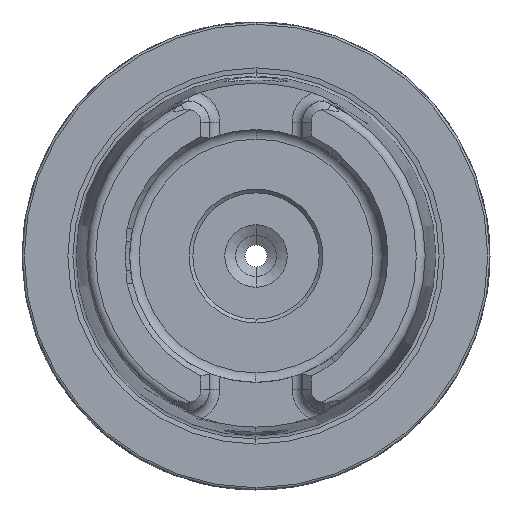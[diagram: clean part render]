
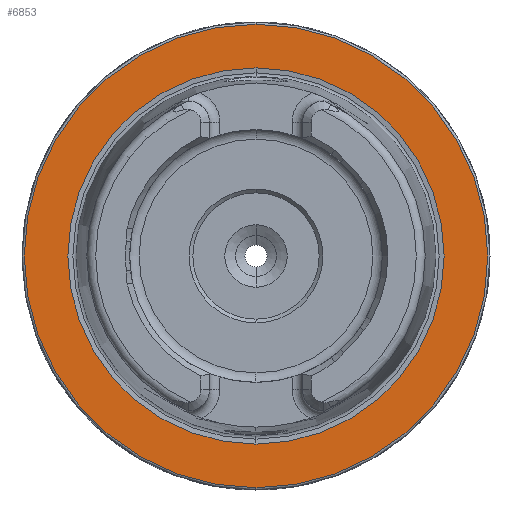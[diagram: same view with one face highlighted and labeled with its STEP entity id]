
A CAD part, left-side view. The second image highlights one B-rep face of the part: STEP entity #6853.
In plain terms, the highlighted planar face has unit normal (-1, 0, 0).
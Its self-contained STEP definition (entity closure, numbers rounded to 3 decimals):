
#190 = VERTEX_POINT ( 'NONE', #5673 ) ;
#191 = VERTEX_POINT ( 'NONE', #5674 ) ;
#193 = VERTEX_POINT ( 'NONE', #5676 ) ;
#198 = VERTEX_POINT ( 'NONE', #5681 ) ;
#311 = EDGE_CURVE ( 'NONE', #190, #191, #2595, .T. ) ;
#312 = EDGE_CURVE ( 'NONE', #193, #198, #2596, .T. ) ;
#452 = FACE_BOUND ( 'NONE', #2467, .T. ) ;
#455 = FACE_OUTER_BOUND ( 'NONE', #659, .T. ) ;
#659 = EDGE_LOOP ( 'NONE', ( #1929, #1928 ) ) ;
#1348 = CIRCLE ( 'NONE', #2750, 25.324 ) ;
#1358 = CIRCLE ( 'NONE', #2747, 31.2 ) ;
#1424 = AXIS2_PLACEMENT_3D ( 'NONE', #3078, #3087, #3088 ) ;
#1928 = ORIENTED_EDGE ( 'NONE', *, *, #311, .T. ) ;
#1929 = ORIENTED_EDGE ( 'NONE', *, *, #5542, .T. ) ;
#1930 = ORIENTED_EDGE ( 'NONE', *, *, #5536, .F. ) ;
#1931 = ORIENTED_EDGE ( 'NONE', *, *, #312, .F. ) ;
#2467 = EDGE_LOOP ( 'NONE', ( #1931, #1930 ) ) ;
#2595 = CIRCLE ( 'NONE', #5319, 31.2 ) ;
#2596 = CIRCLE ( 'NONE', #5318, 25.324 ) ;
#2747 = AXIS2_PLACEMENT_3D ( 'NONE', #6683, #6684, #6685 ) ;
#2750 = AXIS2_PLACEMENT_3D ( 'NONE', #6630, #6631, #6632 ) ;
#3078 = CARTESIAN_POINT ( 'NONE',  ( 0., 31.2, 0. ) ) ;
#3082 = PLANE ( 'NONE',  #1424 ) ;
#3087 = DIRECTION ( 'NONE',  ( 1., 0., 0. ) ) ;
#3088 = DIRECTION ( 'NONE',  ( 0., 0., -1. ) ) ;
#4395 = CARTESIAN_POINT ( 'NONE',  ( 0., 0., 0. ) ) ;
#4396 = DIRECTION ( 'NONE',  ( -1., 0., 0. ) ) ;
#4397 = DIRECTION ( 'NONE',  ( 0., 0., 1. ) ) ;
#4398 = CARTESIAN_POINT ( 'NONE',  ( 0., 0., 0. ) ) ;
#4399 = DIRECTION ( 'NONE',  ( -1., 0., 0. ) ) ;
#4400 = DIRECTION ( 'NONE',  ( 0., 0., 1. ) ) ;
#5318 = AXIS2_PLACEMENT_3D ( 'NONE', #4398, #4399, #4400 ) ;
#5319 = AXIS2_PLACEMENT_3D ( 'NONE', #4395, #4396, #4397 ) ;
#5536 = EDGE_CURVE ( 'NONE', #198, #193, #1348, .T. ) ;
#5542 = EDGE_CURVE ( 'NONE', #191, #190, #1358, .T. ) ;
#5673 = CARTESIAN_POINT ( 'NONE',  ( 0., 0., -31.2 ) ) ;
#5674 = CARTESIAN_POINT ( 'NONE',  ( 0., 0., 31.2 ) ) ;
#5676 = CARTESIAN_POINT ( 'NONE',  ( 0., 0., 25.324 ) ) ;
#5681 = CARTESIAN_POINT ( 'NONE',  ( 0., 0., -25.324 ) ) ;
#6630 = CARTESIAN_POINT ( 'NONE',  ( 0., 0., 0. ) ) ;
#6631 = DIRECTION ( 'NONE',  ( -1., 0., 0. ) ) ;
#6632 = DIRECTION ( 'NONE',  ( 0., 0., 1. ) ) ;
#6683 = CARTESIAN_POINT ( 'NONE',  ( 0., 0., 0. ) ) ;
#6684 = DIRECTION ( 'NONE',  ( -1., 0., 0. ) ) ;
#6685 = DIRECTION ( 'NONE',  ( 0., 0., 1. ) ) ;
#6853 = ADVANCED_FACE ( 'NONE', ( #452, #455 ), #3082, .F. ) ;
